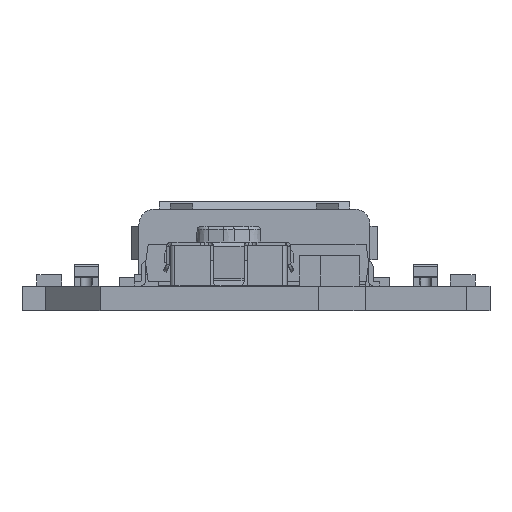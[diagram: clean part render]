
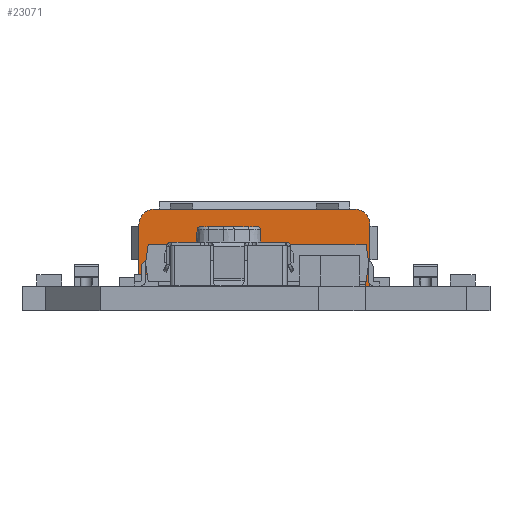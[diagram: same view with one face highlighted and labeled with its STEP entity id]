
A CAD part, front view. The second image highlights one B-rep face of the part: STEP entity #23071.
In plain terms, the highlighted face is planar.
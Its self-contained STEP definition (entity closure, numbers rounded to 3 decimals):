
#645=PLANE('',#24633);
#1671=FACE_OUTER_BOUND('',#2943,.T.);
#2943=EDGE_LOOP('',(#17808,#17809,#17810,#17811,#17812,#17813,#17814,#17815,
#17816,#17817,#17818,#17819,#17820,#17821));
#4740=LINE('',#34366,#7525);
#4743=LINE('',#34371,#7528);
#4745=LINE('',#34375,#7530);
#4747=LINE('',#34379,#7532);
#4749=LINE('',#34383,#7534);
#4751=LINE('',#34387,#7536);
#4753=LINE('',#34391,#7538);
#4755=LINE('',#34395,#7540);
#4757=LINE('',#34399,#7542);
#4762=LINE('',#34408,#7547);
#4766=LINE('',#34416,#7551);
#4811=LINE('',#34527,#7596);
#7525=VECTOR('',#27948,0.33);
#7528=VECTOR('',#27953,0.36);
#7530=VECTOR('',#27957,0.23);
#7532=VECTOR('',#27961,3.8);
#7534=VECTOR('',#27965,0.23);
#7536=VECTOR('',#27969,0.36);
#7538=VECTOR('',#27973,0.33);
#7540=VECTOR('',#27977,1.5);
#7542=VECTOR('',#27981,2.01);
#7547=VECTOR('',#27988,1.5);
#7551=VECTOR('',#27994,2.01);
#7596=VECTOR('',#28085,6.52);
#9485=CIRCLE('',#24631,0.5);
#9487=CIRCLE('',#24634,0.5);
#10571=VERTEX_POINT('',#34364);
#10572=VERTEX_POINT('',#34365);
#10573=VERTEX_POINT('',#34370);
#10574=VERTEX_POINT('',#34374);
#10575=VERTEX_POINT('',#34378);
#10576=VERTEX_POINT('',#34382);
#10577=VERTEX_POINT('',#34386);
#10578=VERTEX_POINT('',#34390);
#10579=VERTEX_POINT('',#34394);
#10580=VERTEX_POINT('',#34398);
#10583=VERTEX_POINT('',#34406);
#10586=VERTEX_POINT('',#34414);
#10627=VERTEX_POINT('',#34519);
#10629=VERTEX_POINT('',#34525);
#13154=EDGE_CURVE('',#10571,#10572,#4740,.T.);
#13157=EDGE_CURVE('',#10572,#10573,#4743,.T.);
#13159=EDGE_CURVE('',#10573,#10574,#4745,.T.);
#13161=EDGE_CURVE('',#10574,#10575,#4747,.T.);
#13163=EDGE_CURVE('',#10575,#10576,#4749,.F.);
#13165=EDGE_CURVE('',#10576,#10577,#4751,.T.);
#13167=EDGE_CURVE('',#10577,#10578,#4753,.F.);
#13169=EDGE_CURVE('',#10578,#10579,#4755,.T.);
#13171=EDGE_CURVE('',#10579,#10580,#4757,.T.);
#13176=EDGE_CURVE('',#10583,#10571,#4762,.T.);
#13180=EDGE_CURVE('',#10586,#10583,#4766,.F.);
#13232=EDGE_CURVE('',#10580,#10627,#9485,.T.);
#13235=EDGE_CURVE('',#10629,#10586,#9487,.T.);
#13236=EDGE_CURVE('',#10627,#10629,#4811,.F.);
#17808=ORIENTED_EDGE('',*,*,#13180,.F.);
#17809=ORIENTED_EDGE('',*,*,#13235,.F.);
#17810=ORIENTED_EDGE('',*,*,#13236,.F.);
#17811=ORIENTED_EDGE('',*,*,#13232,.F.);
#17812=ORIENTED_EDGE('',*,*,#13171,.F.);
#17813=ORIENTED_EDGE('',*,*,#13169,.F.);
#17814=ORIENTED_EDGE('',*,*,#13167,.F.);
#17815=ORIENTED_EDGE('',*,*,#13165,.F.);
#17816=ORIENTED_EDGE('',*,*,#13163,.F.);
#17817=ORIENTED_EDGE('',*,*,#13161,.F.);
#17818=ORIENTED_EDGE('',*,*,#13159,.F.);
#17819=ORIENTED_EDGE('',*,*,#13157,.F.);
#17820=ORIENTED_EDGE('',*,*,#13154,.F.);
#17821=ORIENTED_EDGE('',*,*,#13176,.F.);
#23071=ADVANCED_FACE('',(#1671),#645,.F.);
#24631=AXIS2_PLACEMENT_3D('',#34520,#28076,#28077);
#24633=AXIS2_PLACEMENT_3D('',#34524,#28081,#28082);
#24634=AXIS2_PLACEMENT_3D('',#34526,#28083,#28084);
#27948=DIRECTION('',(0.,0.,1.));
#27953=DIRECTION('',(1.,0.,0.));
#27957=DIRECTION('',(0.,0.,1.));
#27961=DIRECTION('',(1.,0.,0.));
#27965=DIRECTION('',(0.,0.,1.));
#27969=DIRECTION('',(1.,0.,0.));
#27973=DIRECTION('',(0.,0.,1.));
#27977=DIRECTION('',(1.,0.,0.));
#27981=DIRECTION('',(0.,0.,1.));
#27988=DIRECTION('',(1.,0.,0.));
#27994=DIRECTION('',(0.,0.,1.));
#28076=DIRECTION('center_axis',(0.,-1.,0.));
#28077=DIRECTION('ref_axis',(1.,0.,0.));
#28081=DIRECTION('center_axis',(0.,-1.,0.));
#28082=DIRECTION('ref_axis',(1.,0.,0.));
#28083=DIRECTION('center_axis',(0.,-1.,0.));
#28084=DIRECTION('ref_axis',(1.,0.,0.));
#28085=DIRECTION('',(1.,0.,0.));
#34364=CARTESIAN_POINT('',(-2.21,0.8,0.));
#34365=CARTESIAN_POINT('',(-2.21,0.8,0.33));
#34366=CARTESIAN_POINT('',(-2.21,0.8,0.));
#34370=CARTESIAN_POINT('',(-1.85,0.8,0.33));
#34371=CARTESIAN_POINT('',(-2.21,0.8,0.33));
#34374=CARTESIAN_POINT('',(-1.85,0.8,0.56));
#34375=CARTESIAN_POINT('',(-1.85,0.8,0.33));
#34378=CARTESIAN_POINT('',(1.95,0.8,0.56));
#34379=CARTESIAN_POINT('',(-1.85,0.8,0.56));
#34382=CARTESIAN_POINT('',(1.95,0.8,0.33));
#34383=CARTESIAN_POINT('',(1.95,0.8,0.33));
#34386=CARTESIAN_POINT('',(2.31,0.8,0.33));
#34387=CARTESIAN_POINT('',(1.95,0.8,0.33));
#34390=CARTESIAN_POINT('',(2.31,0.8,0.));
#34391=CARTESIAN_POINT('',(2.31,0.8,0.));
#34394=CARTESIAN_POINT('',(3.81,0.8,0.));
#34395=CARTESIAN_POINT('',(2.31,0.8,0.));
#34398=CARTESIAN_POINT('',(3.81,0.8,2.01));
#34399=CARTESIAN_POINT('',(3.81,0.8,0.));
#34406=CARTESIAN_POINT('',(-3.71,0.8,0.));
#34408=CARTESIAN_POINT('',(-3.71,0.8,0.));
#34414=CARTESIAN_POINT('',(-3.71,0.8,2.01));
#34416=CARTESIAN_POINT('',(-3.71,0.8,0.));
#34519=CARTESIAN_POINT('',(3.31,0.8,2.51));
#34520=CARTESIAN_POINT('Origin',(3.31,0.8,2.01));
#34524=CARTESIAN_POINT('Origin',(0.05,0.8,1.27));
#34525=CARTESIAN_POINT('',(-3.21,0.8,2.51));
#34526=CARTESIAN_POINT('Origin',(-3.21,0.8,2.01));
#34527=CARTESIAN_POINT('',(-3.21,0.8,2.51));
